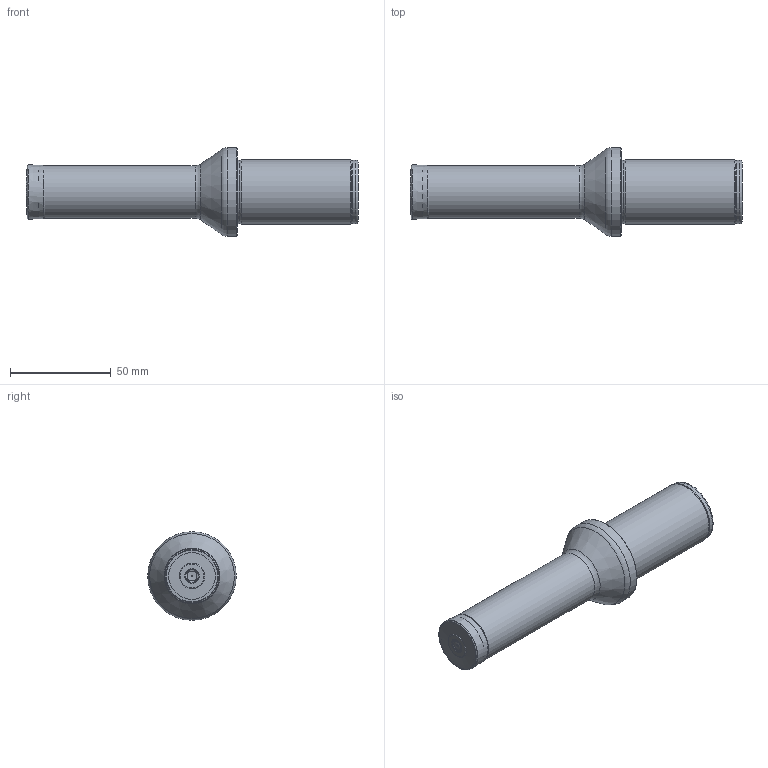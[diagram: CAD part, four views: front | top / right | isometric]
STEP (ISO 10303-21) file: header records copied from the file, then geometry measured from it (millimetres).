
FILE_DESCRIPTION(/* description */ (''),/* implementation_level */ '2;1');
FILE_NAME(/* name */ 'ATUM-27XD3-880-0503...stp',/* time_stamp */ '2023-11-29T16:24:51+03:00',/* author */ (''),/* organization */ (''),/* preprocessor_version */ 'ST-DEVELOPER v19.4',/* originating_system */ 'SIEMENS PLM Software NX2306.3001',/* authorisation */ '');
FILE_SCHEMA (('AUTOMOTIVE_DESIGN { 1 0 10303 214 3 1 1 1 }'));
Length unit declared in the file: millimetre
Products named in the file (1): STP_ATUM 27XD3 880-0503..
Bounding box: 165 x 44 x 44 mm (x, y, z)
Volume: 120552.1 mm3; surface area: 19296.5 mm2
Topology: 2 solids, 2 shells, 43 faces, 93 edges, 56 vertices
Faces by surface type: revolution 12, torus 8, plane 6, cone 6, bspline 6, cylinder 5
Full cylindrical faces by diameter (mm): 26 x1, 31.5 x2, 32 x1, 44 x1
Entity records: 2009 total; most frequent: CARTESIAN_POINT 1258, DIRECTION 159, EDGE_LOOP 82, ORIENTED_EDGE 82, FACE_BOUND 78, AXIS2_PLACEMENT_3D 71, ADVANCED_FACE 43, VERTEX_POINT 41
